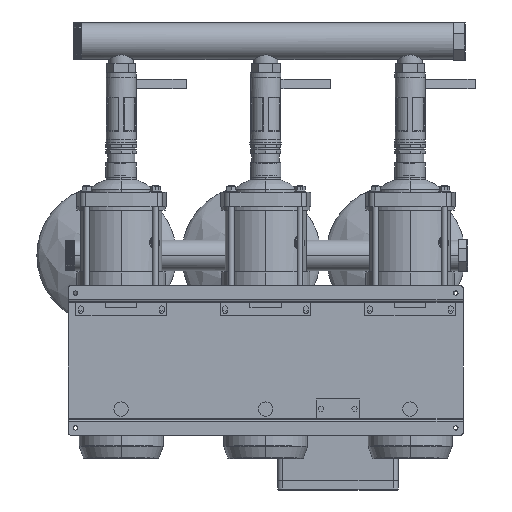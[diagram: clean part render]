
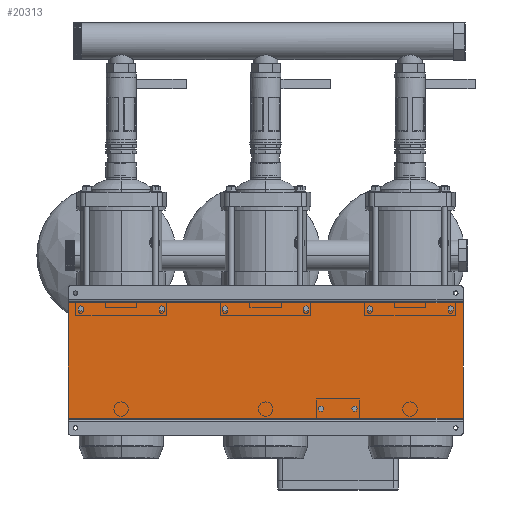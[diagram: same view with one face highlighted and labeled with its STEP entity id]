
A CAD part, front view. The second image highlights one B-rep face of the part: STEP entity #20313.
In plain terms, the highlighted planar face has unit normal (0, -1, 0).
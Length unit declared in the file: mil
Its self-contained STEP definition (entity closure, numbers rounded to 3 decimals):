
#1195 = LINE ( 'NONE', #32983, #96827 ) ;
#1556 = AXIS2_PLACEMENT_3D ( 'NONE', #66891, #43417, #35100 ) ;
#6462 = ORIENTED_EDGE ( 'NONE', *, *, #48547, .F. ) ;
#7774 = CARTESIAN_POINT ( 'NONE',  ( 16141.732, 2047.244, -4724.409 ) ) ;
#9028 = CARTESIAN_POINT ( 'NONE',  ( -16141.732, 2047.244, -4724.409 ) ) ;
#10076 = LINE ( 'NONE', #9028, #57216 ) ;
#11654 = FACE_OUTER_BOUND ( 'NONE', #46477, .T. ) ;
#17735 = VERTEX_POINT ( 'NONE', #49441 ) ;
#20313 = ADVANCED_FACE ( 'NONE', ( #11654 ), #74193, .F. ) ;
#27437 = VERTEX_POINT ( 'NONE', #34102 ) ;
#32983 = CARTESIAN_POINT ( 'NONE',  ( 16141.732, 2047.244, 4724.409 ) ) ;
#33008 = DIRECTION ( 'NONE',  ( 0., 0., -1. ) ) ;
#34102 = CARTESIAN_POINT ( 'NONE',  ( -16141.732, 2047.244, -4724.409 ) ) ;
#35100 = DIRECTION ( 'NONE',  ( 1., 0., 0. ) ) ;
#38064 = ORIENTED_EDGE ( 'NONE', *, *, #73945, .F. ) ;
#39526 = DIRECTION ( 'NONE',  ( -1., 0., 0. ) ) ;
#43417 = DIRECTION ( 'NONE',  ( 0., 1., 0. ) ) ;
#45578 = CARTESIAN_POINT ( 'NONE',  ( -16141.732, 2047.244, 4724.409 ) ) ;
#46477 = EDGE_LOOP ( 'NONE', ( #78373, #38064, #6462, #86525 ) ) ;
#48547 = EDGE_CURVE ( 'NONE', #17735, #70454, #73687, .T. ) ;
#49441 = CARTESIAN_POINT ( 'NONE',  ( 16141.732, 2047.244, 4724.409 ) ) ;
#50245 = DIRECTION ( 'NONE',  ( 0., 0., -1. ) ) ;
#51781 = EDGE_CURVE ( 'NONE', #17735, #68838, #1195, .T. ) ;
#55401 = DIRECTION ( 'NONE',  ( -1., 0., 0. ) ) ;
#57216 = VECTOR ( 'NONE', #33008, 39370.079 ) ;
#57535 = CARTESIAN_POINT ( 'NONE',  ( 16141.732, 2047.244, 4724.409 ) ) ;
#66891 = CARTESIAN_POINT ( 'NONE',  ( 16141.732, 2047.244, -4724.409 ) ) ;
#68838 = VERTEX_POINT ( 'NONE', #45578 ) ;
#69331 = VECTOR ( 'NONE', #39526, 39370.079 ) ;
#70454 = VERTEX_POINT ( 'NONE', #100798 ) ;
#70990 = EDGE_CURVE ( 'NONE', #68838, #27437, #10076, .T. ) ;
#71287 = VECTOR ( 'NONE', #50245, 39370.079 ) ;
#73687 = LINE ( 'NONE', #57535, #71287 ) ;
#73945 = EDGE_CURVE ( 'NONE', #70454, #27437, #87045, .T. ) ;
#74193 = PLANE ( 'NONE',  #1556 ) ;
#78373 = ORIENTED_EDGE ( 'NONE', *, *, #70990, .T. ) ;
#86525 = ORIENTED_EDGE ( 'NONE', *, *, #51781, .T. ) ;
#87045 = LINE ( 'NONE', #7774, #69331 ) ;
#96827 = VECTOR ( 'NONE', #55401, 39370.079 ) ;
#100798 = CARTESIAN_POINT ( 'NONE',  ( 16141.732, 2047.244, -4724.409 ) ) ;
